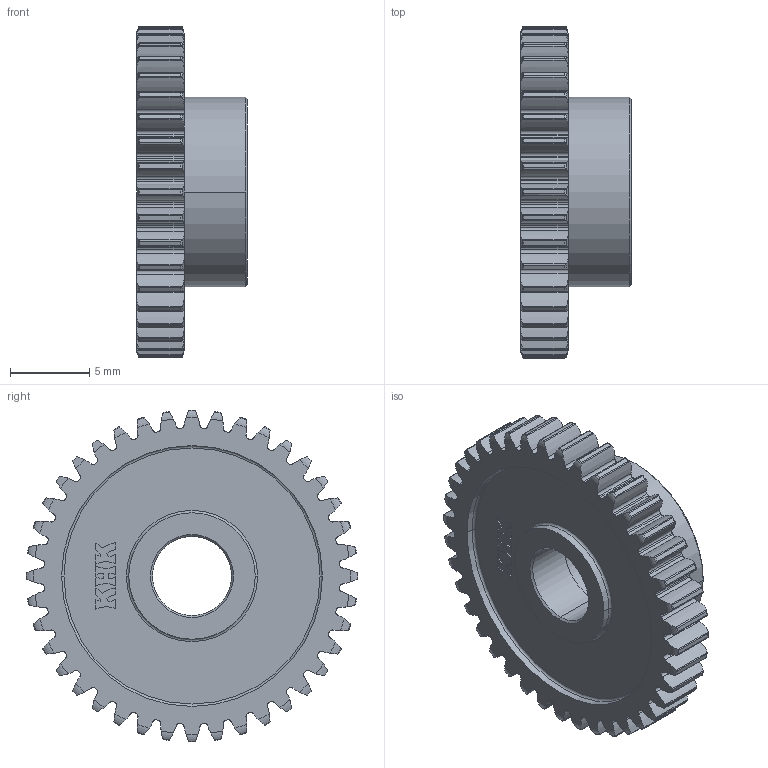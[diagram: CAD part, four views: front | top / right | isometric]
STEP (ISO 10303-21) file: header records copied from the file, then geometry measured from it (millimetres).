
FILE_DESCRIPTION((''),'2;1');
FILE_NAME('DS0_5-40','2024-11-02T',('SYSTEM'),(''),'PRO/ENGINEER BY PARAMETRIC TECHNOLOGY CORPORATION, 2016360','PRO/ENGINEER BY PARAMETRIC TECHNOLOGY CORPORATION, 2016360','');
FILE_SCHEMA(('AUTOMOTIVE_DESIGN { 1 0 10303 214 1 1 1 1 }'));
Length unit declared in the file: millimetre
Products named in the file (1): DS0_5-40
Bounding box: 7 x 21 x 21 mm (x, y, z)
Volume: 1089.4 mm3; surface area: 1291.2 mm2
Topology: 1 solids, 1 shells, 556 faces, 1628 edges, 1082 vertices
Faces by surface type: cylinder 276, torus 168, extrusion 80, plane 24, cone 8
Entity records: 27889 total; most frequent: CARTESIAN_POINT 8730, ORIENTED_EDGE 3256, DIRECTION 2600, PRESENTATION_STYLE_ASSIGNMENT 1632, STYLED_ITEM 1629, CURVE_STYLE 1628, EDGE_CURVE 1628, VERTEX_POINT 1082
